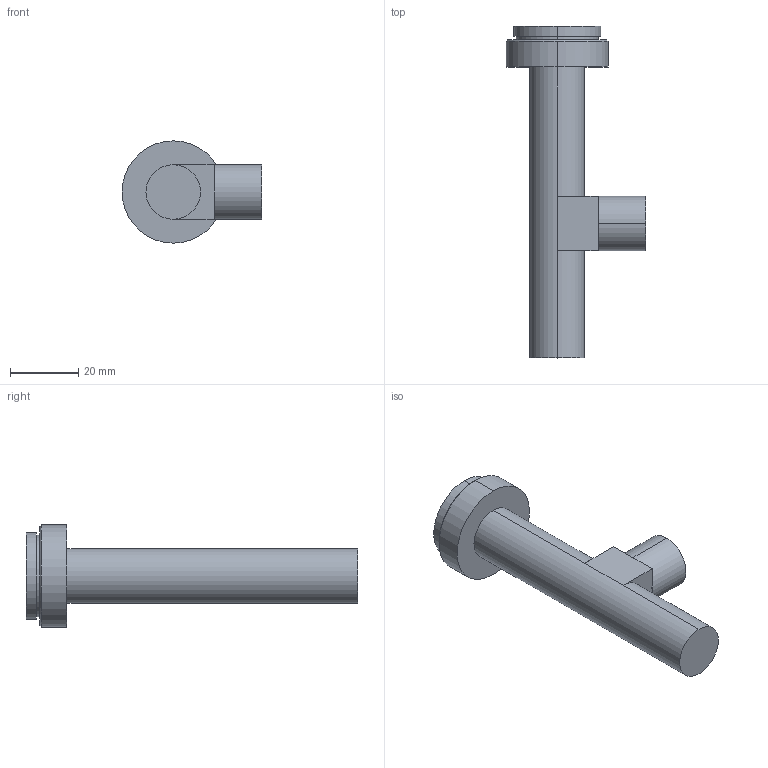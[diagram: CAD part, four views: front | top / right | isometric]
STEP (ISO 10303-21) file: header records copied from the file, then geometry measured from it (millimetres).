
FILE_DESCRIPTION (( 'STEP AP203' ), '1' );
FILE_NAME ('MT3.0-110C.STEP', '2017-03-03T01:30:22', ( '' ), ( '' ), 'SwSTEP 2.0', 'SolidWorks 2015', '' );
FILE_SCHEMA (( 'CONFIG_CONTROL_DESIGN' ));
Length unit declared in the file: millimetre
Products named in the file (1): MT3.0-110C
Bounding box: 41 x 97.3 x 30 mm (x, y, z)
Volume: 27538.3 mm3; surface area: 8481.2 mm2
Topology: 1 solids, 1 shells, 33 faces, 66 edges, 40 vertices
Faces by surface type: plane 16, cylinder 15, cone 2
Entity records: 935 total; most frequent: DIRECTION 168, CARTESIAN_POINT 140, ORIENTED_EDGE 132, AXIS2_PLACEMENT_3D 68, EDGE_CURVE 66, VERTEX_POINT 40, EDGE_LOOP 38, CIRCLE 34
